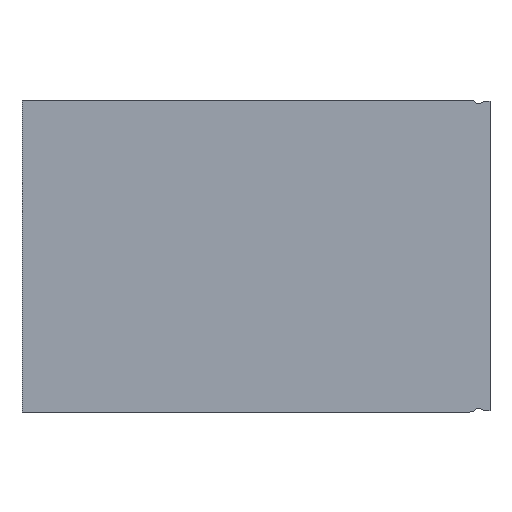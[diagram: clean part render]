
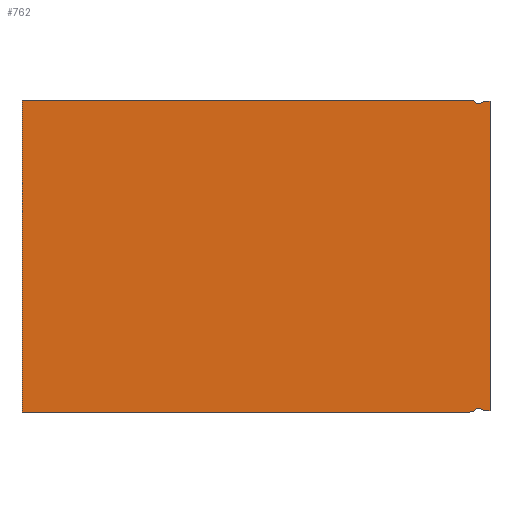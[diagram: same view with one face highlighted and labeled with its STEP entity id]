
A CAD part, front view. The second image highlights one B-rep face of the part: STEP entity #762.
In plain terms, the highlighted planar face has unit normal (0, -1, 0).
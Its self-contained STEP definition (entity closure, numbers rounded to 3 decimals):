
#56=LINE($,#1140,#124);
#76=LINE($,#1189,#144);
#87=LINE($,#1260,#155);
#96=LINE($,#1329,#164);
#124=VECTOR($,#918,80.);
#144=VECTOR($,#960,79.333);
#155=VECTOR($,#1003,114.723);
#164=VECTOR($,#1048,114.723);
#188=PLANE($,#838);
#238=FACE_OUTER_BOUND($,#288,.T.);
#288=EDGE_LOOP($,(#691,#692,#693,#694,#695,#696,#697,#698,#699,#700));
#305=CIRCLE($,#804,2.109);
#306=CIRCLE($,#806,4.);
#307=CIRCLE($,#810,1.);
#308=CIRCLE($,#821,4.);
#309=CIRCLE($,#823,2.109);
#310=CIRCLE($,#827,1.);
#341=VERTEX_POINT($,#1137);
#342=VERTEX_POINT($,#1139);
#359=VERTEX_POINT($,#1186);
#360=VERTEX_POINT($,#1188);
#365=VERTEX_POINT($,#1206);
#366=VERTEX_POINT($,#1208);
#368=VERTEX_POINT($,#1221);
#374=VERTEX_POINT($,#1273);
#377=VERTEX_POINT($,#1287);
#378=VERTEX_POINT($,#1289);
#420=EDGE_CURVE($,#342,#341,#56,.T.);
#445=EDGE_CURVE($,#360,#359,#76,.T.);
#451=EDGE_CURVE($,#366,#365,#305,.T.);
#455=EDGE_CURVE($,#359,#368,#306,.T.);
#459=EDGE_CURVE($,#368,#366,#307,.T.);
#468=EDGE_CURVE($,#365,#342,#87,.T.);
#470=EDGE_CURVE($,#374,#360,#308,.T.);
#474=EDGE_CURVE($,#378,#377,#309,.T.);
#480=EDGE_CURVE($,#377,#374,#310,.T.);
#488=EDGE_CURVE($,#341,#378,#96,.T.);
#691=ORIENTED_EDGE($,*,*,#451,.T.);
#692=ORIENTED_EDGE($,*,*,#468,.T.);
#693=ORIENTED_EDGE($,*,*,#420,.T.);
#694=ORIENTED_EDGE($,*,*,#488,.T.);
#695=ORIENTED_EDGE($,*,*,#474,.T.);
#696=ORIENTED_EDGE($,*,*,#480,.T.);
#697=ORIENTED_EDGE($,*,*,#470,.T.);
#698=ORIENTED_EDGE($,*,*,#445,.T.);
#699=ORIENTED_EDGE($,*,*,#455,.T.);
#700=ORIENTED_EDGE($,*,*,#459,.T.);
#762=ADVANCED_FACE($,(#238),#188,.F.);
#804=AXIS2_PLACEMENT_3D($,#1209,#968,#969);
#806=AXIS2_PLACEMENT_3D($,#1223,#974,#975);
#810=AXIS2_PLACEMENT_3D($,#1238,#983,#984);
#821=AXIS2_PLACEMENT_3D($,#1274,#1010,#1011);
#823=AXIS2_PLACEMENT_3D($,#1290,#1016,#1017);
#827=AXIS2_PLACEMENT_3D($,#1308,#1027,#1028);
#838=AXIS2_PLACEMENT_3D($,#1332,#1053,#1054);
#918=DIRECTION($,(0.,0.,-1.));
#960=DIRECTION($,(0.,0.,1.));
#968=DIRECTION('center_axis',(0.,-1.,0.));
#969=DIRECTION('ref_axis',(-0.761,0.,-0.649));
#974=DIRECTION('center_axis',(0.,-1.,0.));
#975=DIRECTION('ref_axis',(-0.135,0.,-0.991));
#983=DIRECTION('center_axis',(0.,1.,0.));
#984=DIRECTION('ref_axis',(-1.,0.,0.));
#1003=DIRECTION($,(-1.,0.,0.));
#1010=DIRECTION('center_axis',(0.,-1.,0.));
#1011=DIRECTION('ref_axis',(-0.135,0.,0.991));
#1016=DIRECTION('center_axis',(0.,-1.,0.));
#1017=DIRECTION('ref_axis',(-0.761,0.,0.649));
#1027=DIRECTION('center_axis',(0.,1.,0.));
#1028=DIRECTION('ref_axis',(-1.,0.,0.));
#1048=DIRECTION($,(1.,0.,0.));
#1053=DIRECTION('center_axis',(0.,1.,0.));
#1054=DIRECTION('ref_axis',(0.,0.,1.));
#1137=CARTESIAN_POINT('',(-60.,0.,-40.));
#1139=CARTESIAN_POINT('',(-60.,0.,40.));
#1140=CARTESIAN_POINT($,(-60.,0.,40.));
#1186=CARTESIAN_POINT('',(60.,0.,39.667));
#1188=CARTESIAN_POINT('',(60.,0.,-39.667));
#1189=CARTESIAN_POINT($,(60.,0.,-40.));
#1206=CARTESIAN_POINT('',(54.723,0.,40.));
#1208=CARTESIAN_POINT('',(56.21,0.,39.387));
#1209=CARTESIAN_POINT('Origin',(54.723,0.,37.891));
#1221=CARTESIAN_POINT('',(57.72,0.,39.306));
#1223=CARTESIAN_POINT('Origin',(59.459,0.,35.703));
#1238=CARTESIAN_POINT('Origin',(57.,0.,40.));
#1260=CARTESIAN_POINT($,(60.,0.,40.));
#1273=CARTESIAN_POINT('',(57.72,0.,-39.306));
#1274=CARTESIAN_POINT('Origin',(59.459,0.,-35.703));
#1287=CARTESIAN_POINT('',(56.21,0.,-39.387));
#1289=CARTESIAN_POINT('',(54.723,0.,-40.));
#1290=CARTESIAN_POINT('Origin',(54.723,0.,-37.891));
#1308=CARTESIAN_POINT('Origin',(57.,0.,-40.));
#1329=CARTESIAN_POINT($,(-60.,0.,-40.));
#1332=CARTESIAN_POINT('Origin',(0.,0.,0.));
